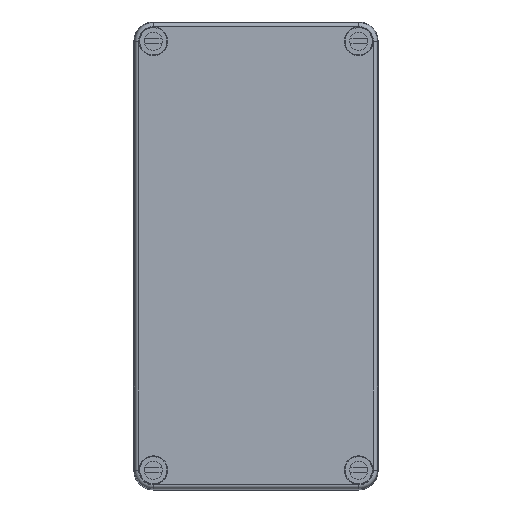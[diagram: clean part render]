
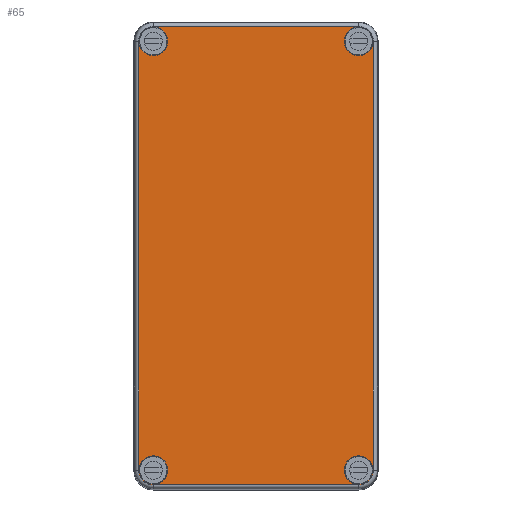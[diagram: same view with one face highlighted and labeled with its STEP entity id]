
A CAD part, top view. The second image highlights one B-rep face of the part: STEP entity #65.
In plain terms, the highlighted planar face has unit normal (0, 0, 1).
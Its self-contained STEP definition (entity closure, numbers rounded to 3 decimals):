
#65 = ADVANCED_FACE ( 'NONE', ( #10856, #11400, #7882, #6262, #1667 ), #16922, .T. ) ;
#114 = CIRCLE ( 'NONE', #13668, 5.5 ) ;
#127 = EDGE_LOOP ( 'NONE', ( #18840, #10089 ) ) ;
#253 = EDGE_CURVE ( 'NONE', #19172, #7638, #3010, .T. ) ;
#439 = DIRECTION ( 'NONE',  ( -1., 0., 0. ) ) ;
#502 = CARTESIAN_POINT ( 'NONE',  ( 39.5, 82.5, 39. ) ) ;
#563 = VERTEX_POINT ( 'NONE', #16664 ) ;
#612 = LINE ( 'NONE', #1766, #17890 ) ;
#1157 = ORIENTED_EDGE ( 'NONE', *, *, #13669, .T. ) ;
#1274 = CARTESIAN_POINT ( 'NONE',  ( 45., 82.5, 39. ) ) ;
#1547 = CIRCLE ( 'NONE', #5633, 5.673 ) ;
#1595 = CARTESIAN_POINT ( 'NONE',  ( -39.5, -82.5, 39. ) ) ;
#1642 = EDGE_CURVE ( 'NONE', #7216, #20928, #11363, .T. ) ;
#1667 = FACE_BOUND ( 'NONE', #127, .T. ) ;
#1766 = CARTESIAN_POINT ( 'NONE',  ( 45.173, 100., 39. ) ) ;
#1931 = DIRECTION ( 'NONE',  ( -1., 0., 0. ) ) ;
#2223 = DIRECTION ( 'NONE',  ( -1., 0., 0. ) ) ;
#2467 = VECTOR ( 'NONE', #1931, 1000. ) ;
#2613 = CARTESIAN_POINT ( 'NONE',  ( 39.5, -82.5, 39. ) ) ;
#2822 = LINE ( 'NONE', #4672, #16057 ) ;
#2856 = CIRCLE ( 'NONE', #21309, 5.673 ) ;
#3010 = LINE ( 'NONE', #7044, #2467 ) ;
#3152 = CARTESIAN_POINT ( 'NONE',  ( 39.5, -82.5, 39. ) ) ;
#3209 = EDGE_CURVE ( 'NONE', #19810, #4589, #10947, .T. ) ;
#3245 = VERTEX_POINT ( 'NONE', #14994 ) ;
#3313 = DIRECTION ( 'NONE',  ( -1., 0., 0. ) ) ;
#3344 = CIRCLE ( 'NONE', #14276, 5.5 ) ;
#3523 = VERTEX_POINT ( 'NONE', #10563 ) ;
#3917 = AXIS2_PLACEMENT_3D ( 'NONE', #502, #12586, #2223 ) ;
#4194 = CARTESIAN_POINT ( 'NONE',  ( -45., 82.5, 39. ) ) ;
#4329 = DIRECTION ( 'NONE',  ( 1., 0., 0. ) ) ;
#4589 = VERTEX_POINT ( 'NONE', #10216 ) ;
#4672 = CARTESIAN_POINT ( 'NONE',  ( 50., -88.173, 39. ) ) ;
#4786 = CARTESIAN_POINT ( 'NONE',  ( 0., 0., 39. ) ) ;
#4827 = CARTESIAN_POINT ( 'NONE',  ( 45.173, 82.5, 39. ) ) ;
#4880 = DIRECTION ( 'NONE',  ( -1., 0., 0. ) ) ;
#5346 = ORIENTED_EDGE ( 'NONE', *, *, #10902, .T. ) ;
#5633 = AXIS2_PLACEMENT_3D ( 'NONE', #7963, #20040, #9705 ) ;
#5650 = VERTEX_POINT ( 'NONE', #19938 ) ;
#5665 = VERTEX_POINT ( 'NONE', #21668 ) ;
#6091 = ORIENTED_EDGE ( 'NONE', *, *, #20913, .T. ) ;
#6148 = AXIS2_PLACEMENT_3D ( 'NONE', #4786, #18647, #8333 ) ;
#6262 = FACE_BOUND ( 'NONE', #15214, .T. ) ;
#6689 = CARTESIAN_POINT ( 'NONE',  ( -45.173, 82.5, 39. ) ) ;
#6929 = CARTESIAN_POINT ( 'NONE',  ( -39.5, -82.5, 39. ) ) ;
#6987 = EDGE_CURVE ( 'NONE', #5665, #19744, #22124, .T. ) ;
#7044 = CARTESIAN_POINT ( 'NONE',  ( 50., 88.173, 39. ) ) ;
#7183 = ORIENTED_EDGE ( 'NONE', *, *, #8683, .T. ) ;
#7216 = VERTEX_POINT ( 'NONE', #13661 ) ;
#7219 = AXIS2_PLACEMENT_3D ( 'NONE', #9085, #21177, #10806 ) ;
#7426 = ORIENTED_EDGE ( 'NONE', *, *, #9900, .T. ) ;
#7624 = EDGE_CURVE ( 'NONE', #19172, #18631, #1547, .T. ) ;
#7638 = VERTEX_POINT ( 'NONE', #18318 ) ;
#7882 = FACE_BOUND ( 'NONE', #15253, .T. ) ;
#7963 = CARTESIAN_POINT ( 'NONE',  ( 39.5, 82.5, 39. ) ) ;
#8162 = ORIENTED_EDGE ( 'NONE', *, *, #22065, .F. ) ;
#8310 = CARTESIAN_POINT ( 'NONE',  ( 39.5, 88.173, 39. ) ) ;
#8333 = DIRECTION ( 'NONE',  ( 1., 0., 0. ) ) ;
#8661 = VERTEX_POINT ( 'NONE', #4194 ) ;
#8664 = DIRECTION ( 'NONE',  ( -1., 0., 0. ) ) ;
#8683 = EDGE_CURVE ( 'NONE', #563, #3245, #2856, .T. ) ;
#8817 = DIRECTION ( 'NONE',  ( 0., 0., -1. ) ) ;
#9010 = ORIENTED_EDGE ( 'NONE', *, *, #10211, .F. ) ;
#9085 = CARTESIAN_POINT ( 'NONE',  ( -39.5, 82.5, 39. ) ) ;
#9164 = CIRCLE ( 'NONE', #20087, 5.673 ) ;
#9246 = CARTESIAN_POINT ( 'NONE',  ( -39.5, 82.5, 39. ) ) ;
#9662 = CARTESIAN_POINT ( 'NONE',  ( 39.5, 82.5, 39. ) ) ;
#9705 = DIRECTION ( 'NONE',  ( -1., 0., 0. ) ) ;
#9739 = AXIS2_PLACEMENT_3D ( 'NONE', #21125, #10772, #439 ) ;
#9888 = ORIENTED_EDGE ( 'NONE', *, *, #15667, .F. ) ;
#9900 = EDGE_CURVE ( 'NONE', #10020, #5650, #114, .T. ) ;
#10020 = VERTEX_POINT ( 'NONE', #21070 ) ;
#10089 = ORIENTED_EDGE ( 'NONE', *, *, #12146, .T. ) ;
#10211 = EDGE_CURVE ( 'NONE', #563, #11360, #2822, .T. ) ;
#10216 = CARTESIAN_POINT ( 'NONE',  ( -45.173, -82.5, 39. ) ) ;
#10239 = CARTESIAN_POINT ( 'NONE',  ( 39.5, -82.5, 39. ) ) ;
#10563 = CARTESIAN_POINT ( 'NONE',  ( -34., 82.5, 39. ) ) ;
#10772 = DIRECTION ( 'NONE',  ( 0., 0., -1. ) ) ;
#10806 = DIRECTION ( 'NONE',  ( -1., 0., 0. ) ) ;
#10856 = FACE_OUTER_BOUND ( 'NONE', #21001, .T. ) ;
#10902 = EDGE_CURVE ( 'NONE', #20928, #7216, #3344, .T. ) ;
#10947 = LINE ( 'NONE', #14770, #14466 ) ;
#11004 = DIRECTION ( 'NONE',  ( 1., 0., 0. ) ) ;
#11298 = DIRECTION ( 'NONE',  ( 0., -1., 0. ) ) ;
#11360 = VERTEX_POINT ( 'NONE', #15086 ) ;
#11363 = CIRCLE ( 'NONE', #13997, 5.5 ) ;
#11386 = DIRECTION ( 'NONE',  ( -1., 0., 0. ) ) ;
#11400 = FACE_BOUND ( 'NONE', #13345, .T. ) ;
#12006 = DIRECTION ( 'NONE',  ( -1., 0., 0. ) ) ;
#12146 = EDGE_CURVE ( 'NONE', #8661, #3523, #19224, .T. ) ;
#12586 = DIRECTION ( 'NONE',  ( 0., 0., -1. ) ) ;
#12714 = AXIS2_PLACEMENT_3D ( 'NONE', #9662, #21765, #11386 ) ;
#12903 = ORIENTED_EDGE ( 'NONE', *, *, #6987, .T. ) ;
#13192 = ORIENTED_EDGE ( 'NONE', *, *, #1642, .T. ) ;
#13345 = EDGE_LOOP ( 'NONE', ( #7426, #6091 ) ) ;
#13426 = AXIS2_PLACEMENT_3D ( 'NONE', #19151, #8817, #20911 ) ;
#13661 = CARTESIAN_POINT ( 'NONE',  ( 34., -82.5, 39. ) ) ;
#13668 = AXIS2_PLACEMENT_3D ( 'NONE', #6929, #19019, #8664 ) ;
#13669 = EDGE_CURVE ( 'NONE', #7638, #19810, #9164, .T. ) ;
#13687 = DIRECTION ( 'NONE',  ( 0., 0., -1. ) ) ;
#13834 = DIRECTION ( 'NONE',  ( 0., -1., 0. ) ) ;
#13997 = AXIS2_PLACEMENT_3D ( 'NONE', #3152, #15233, #4880 ) ;
#14276 = AXIS2_PLACEMENT_3D ( 'NONE', #10239, #22380, #12006 ) ;
#14466 = VECTOR ( 'NONE', #11298, 1000. ) ;
#14690 = DIRECTION ( 'NONE',  ( 0., 0., 1. ) ) ;
#14770 = CARTESIAN_POINT ( 'NONE',  ( -45.173, 100., 39. ) ) ;
#14938 = CIRCLE ( 'NONE', #9739, 5.673 ) ;
#14994 = CARTESIAN_POINT ( 'NONE',  ( 45.173, -82.5, 39. ) ) ;
#15086 = CARTESIAN_POINT ( 'NONE',  ( -39.5, -88.173, 39. ) ) ;
#15214 = EDGE_LOOP ( 'NONE', ( #15613, #12903 ) ) ;
#15233 = DIRECTION ( 'NONE',  ( 0., 0., -1. ) ) ;
#15253 = EDGE_LOOP ( 'NONE', ( #5346, #13192 ) ) ;
#15613 = ORIENTED_EDGE ( 'NONE', *, *, #20047, .T. ) ;
#15667 = EDGE_CURVE ( 'NONE', #18631, #3245, #612, .T. ) ;
#16057 = VECTOR ( 'NONE', #16737, 1000. ) ;
#16129 = ORIENTED_EDGE ( 'NONE', *, *, #3209, .T. ) ;
#16664 = CARTESIAN_POINT ( 'NONE',  ( 39.5, -88.173, 39. ) ) ;
#16737 = DIRECTION ( 'NONE',  ( -1., 0., 0. ) ) ;
#16922 = PLANE ( 'NONE',  #6148 ) ;
#17750 = ORIENTED_EDGE ( 'NONE', *, *, #253, .T. ) ;
#17890 = VECTOR ( 'NONE', #13834, 1000. ) ;
#17975 = CIRCLE ( 'NONE', #3917, 5.5 ) ;
#18318 = CARTESIAN_POINT ( 'NONE',  ( -39.5, 88.173, 39. ) ) ;
#18631 = VERTEX_POINT ( 'NONE', #4827 ) ;
#18647 = DIRECTION ( 'NONE',  ( 0., 0., 1. ) ) ;
#18814 = CARTESIAN_POINT ( 'NONE',  ( 45., -82.5, 39. ) ) ;
#18840 = ORIENTED_EDGE ( 'NONE', *, *, #18855, .T. ) ;
#18847 = CIRCLE ( 'NONE', #7219, 5.5 ) ;
#18855 = EDGE_CURVE ( 'NONE', #3523, #8661, #18847, .T. ) ;
#19009 = CIRCLE ( 'NONE', #21162, 5.5 ) ;
#19019 = DIRECTION ( 'NONE',  ( 0., 0., -1. ) ) ;
#19151 = CARTESIAN_POINT ( 'NONE',  ( -39.5, 82.5, 39. ) ) ;
#19172 = VERTEX_POINT ( 'NONE', #8310 ) ;
#19224 = CIRCLE ( 'NONE', #13426, 5.5 ) ;
#19744 = VERTEX_POINT ( 'NONE', #1274 ) ;
#19810 = VERTEX_POINT ( 'NONE', #6689 ) ;
#19938 = CARTESIAN_POINT ( 'NONE',  ( -45., -82.5, 39. ) ) ;
#20040 = DIRECTION ( 'NONE',  ( 0., 0., -1. ) ) ;
#20047 = EDGE_CURVE ( 'NONE', #19744, #5665, #17975, .T. ) ;
#20087 = AXIS2_PLACEMENT_3D ( 'NONE', #9246, #21345, #11004 ) ;
#20911 = DIRECTION ( 'NONE',  ( -1., 0., 0. ) ) ;
#20913 = EDGE_CURVE ( 'NONE', #5650, #10020, #19009, .T. ) ;
#20928 = VERTEX_POINT ( 'NONE', #18814 ) ;
#21001 = EDGE_LOOP ( 'NONE', ( #8162, #9010, #7183, #9888, #21806, #17750, #1157, #16129 ) ) ;
#21070 = CARTESIAN_POINT ( 'NONE',  ( -34., -82.5, 39. ) ) ;
#21125 = CARTESIAN_POINT ( 'NONE',  ( -39.5, -82.5, 39. ) ) ;
#21162 = AXIS2_PLACEMENT_3D ( 'NONE', #1595, #13687, #3313 ) ;
#21177 = DIRECTION ( 'NONE',  ( 0., 0., -1. ) ) ;
#21309 = AXIS2_PLACEMENT_3D ( 'NONE', #2613, #14690, #4329 ) ;
#21345 = DIRECTION ( 'NONE',  ( 0., 0., 1. ) ) ;
#21668 = CARTESIAN_POINT ( 'NONE',  ( 34., 82.5, 39. ) ) ;
#21765 = DIRECTION ( 'NONE',  ( 0., 0., -1. ) ) ;
#21806 = ORIENTED_EDGE ( 'NONE', *, *, #7624, .F. ) ;
#22065 = EDGE_CURVE ( 'NONE', #11360, #4589, #14938, .T. ) ;
#22124 = CIRCLE ( 'NONE', #12714, 5.5 ) ;
#22380 = DIRECTION ( 'NONE',  ( 0., 0., -1. ) ) ;
